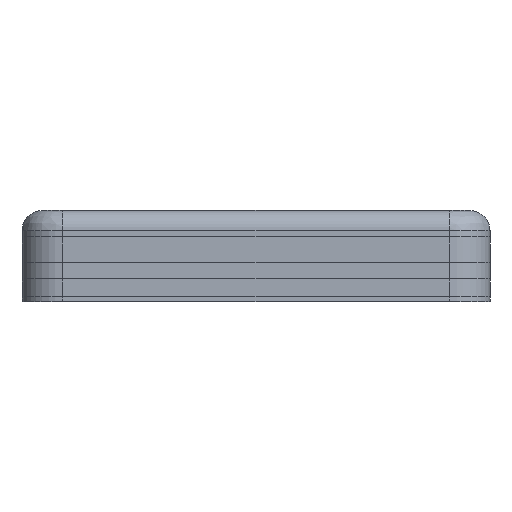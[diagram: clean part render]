
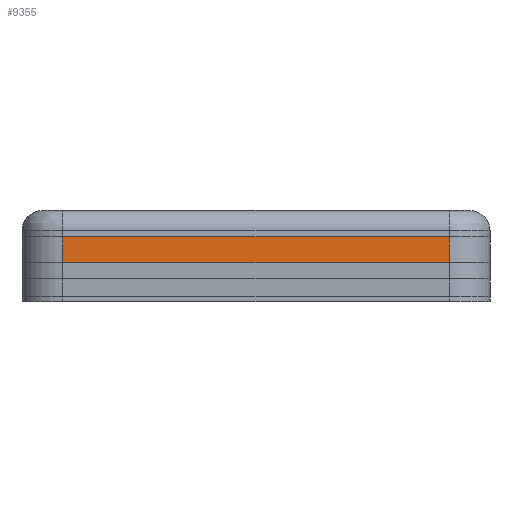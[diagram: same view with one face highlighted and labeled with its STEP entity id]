
A CAD part, left-side view. The second image highlights one B-rep face of the part: STEP entity #9355.
In plain terms, the highlighted planar face has unit normal (-1, 0, 0).
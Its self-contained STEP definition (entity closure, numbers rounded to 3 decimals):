
#605=LINE('',#14450,#1533);
#660=LINE('',#14648,#1588);
#679=LINE('',#14690,#1607);
#680=LINE('',#14692,#1608);
#1533=VECTOR('',#11664,10.);
#1588=VECTOR('',#11779,10.);
#1607=VECTOR('',#11834,10.);
#1608=VECTOR('',#11837,10.);
#2498=FACE_OUTER_BOUND('',#3114,.T.);
#3114=EDGE_LOOP('',(#7163,#7164,#7165,#7166));
#4168=VERTEX_POINT('',#14447);
#4169=VERTEX_POINT('',#14449);
#4231=VERTEX_POINT('',#14645);
#4232=VERTEX_POINT('',#14647);
#5198=EDGE_CURVE('',#4168,#4169,#605,.T.);
#5273=EDGE_CURVE('',#4232,#4231,#660,.T.);
#5296=EDGE_CURVE('',#4168,#4232,#679,.T.);
#5297=EDGE_CURVE('',#4169,#4231,#680,.T.);
#7163=ORIENTED_EDGE('',*,*,#5198,.F.);
#7164=ORIENTED_EDGE('',*,*,#5296,.T.);
#7165=ORIENTED_EDGE('',*,*,#5273,.T.);
#7166=ORIENTED_EDGE('',*,*,#5297,.F.);
#8894=PLANE('',#10105);
#9355=ADVANCED_FACE('',(#2498),#8894,.F.);
#10105=AXIS2_PLACEMENT_3D('',#14691,#11835,#11836);
#11664=DIRECTION('',(0.,-1.,0.));
#11779=DIRECTION('',(0.,-1.,0.));
#11834=DIRECTION('',(0.,0.,-1.));
#11835=DIRECTION('center_axis',(1.,0.,0.));
#11836=DIRECTION('ref_axis',(0.,0.,-1.));
#11837=DIRECTION('',(0.,0.,-1.));
#14447=CARTESIAN_POINT('',(-92.605,175.734,6.));
#14449=CARTESIAN_POINT('',(-92.605,80.194,6.));
#14450=CARTESIAN_POINT('',(-92.605,151.849,6.));
#14645=CARTESIAN_POINT('',(-92.605,80.194,-0.4));
#14647=CARTESIAN_POINT('',(-92.605,175.734,-0.4));
#14648=CARTESIAN_POINT('',(-92.605,80.194,-0.4));
#14690=CARTESIAN_POINT('',(-92.605,175.734,12.5));
#14691=CARTESIAN_POINT('Origin',(-92.605,175.734,12.5));
#14692=CARTESIAN_POINT('',(-92.605,80.194,12.5));
